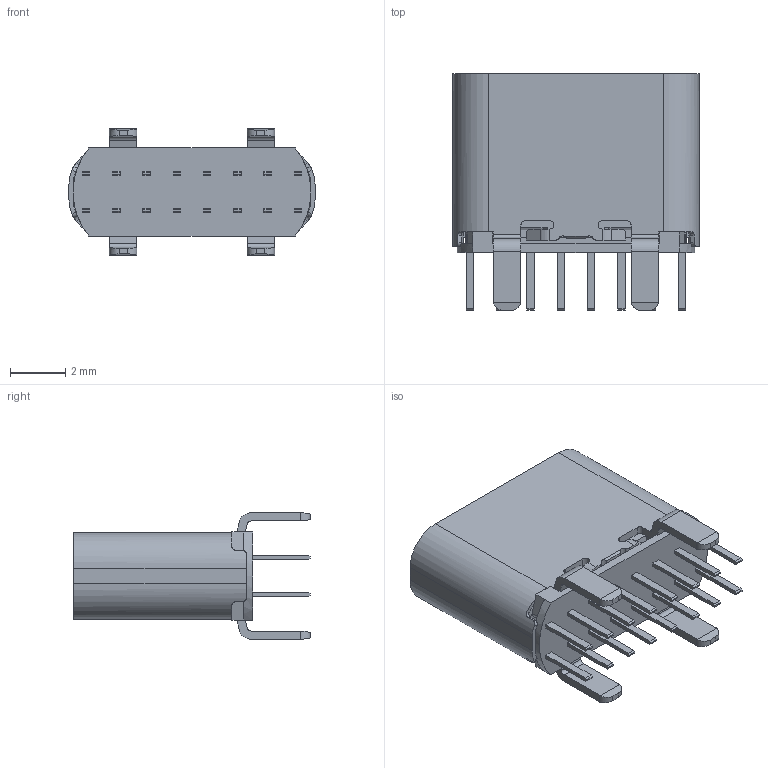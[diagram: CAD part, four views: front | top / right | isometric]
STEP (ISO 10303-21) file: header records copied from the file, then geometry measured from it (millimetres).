
FILE_DESCRIPTION (( 'STEP AP214' ), '1' );
FILE_NAME ('USB-C_U06-CFxx5R-077.STEP', '2025-09-29T13:54:54', ( 'Elessar' ), ( '' ), 'SwSTEP 2.0', 'SolidWorks 2018', '' );
FILE_SCHEMA (( 'AUTOMOTIVE_DESIGN' ));
Length unit declared in the file: millimetre
Products named in the file (1): USB-C_U06-CFxx5R-077
Bounding box: 8.94 x 8.6 x 4.6 mm (x, y, z)
Volume: 97.4 mm3; surface area: 485.7 mm2
Topology: 1 solids, 7 shells, 700 faces, 1957 edges, 1250 vertices
Faces by surface type: plane 506, cylinder 146, cone 24, bspline 16, torus 8
Entity records: 27853 total; most frequent: CARTESIAN_POINT 5284, ORIENTED_EDGE 3906, DIRECTION 3555, EDGE_CURVE 1953, LINE 1485, VECTOR 1485, VERTEX_POINT 1250, AXIS2_PLACEMENT_3D 1035
